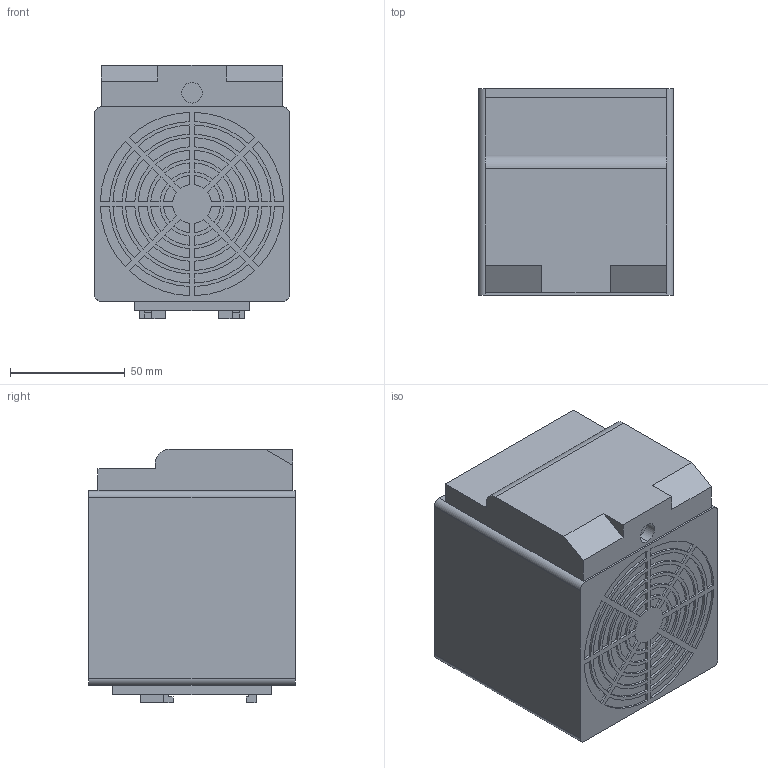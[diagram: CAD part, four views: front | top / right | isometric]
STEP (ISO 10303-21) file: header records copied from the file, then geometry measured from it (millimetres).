
FILE_DESCRIPTION (( 'STEP AP214' ), '1' );
FILE_NAME ('3184-0400-02-23.STEP', '2021-10-01T06:09:16', ( '' ), ( '' ), 'SwSTEP 2.0', 'SolidWorks 2019', '' );
FILE_SCHEMA (( 'AUTOMOTIVE_DESIGN' ));
Length unit declared in the file: millimetre
Products named in the file (1): 3184-0400-02-23
Bounding box: 85 x 90 x 110.5 mm (x, y, z)
Volume: 758625.3 mm3; surface area: 55474.6 mm2
Topology: 1 solids, 1 shells, 487 faces, 1199 edges, 798 vertices
Faces by surface type: plane 294, cylinder 193
Entity records: 14481 total; most frequent: DIRECTION 2561, CARTESIAN_POINT 2485, ORIENTED_EDGE 2398, EDGE_CURVE 1199, AXIS2_PLACEMENT_3D 874, VECTOR 813, LINE 813, VERTEX_POINT 798
